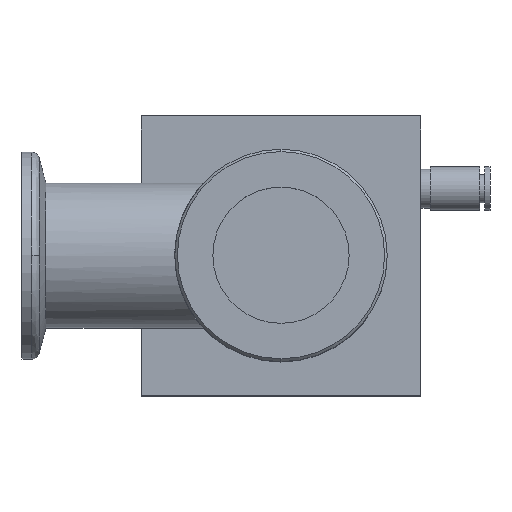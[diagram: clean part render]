
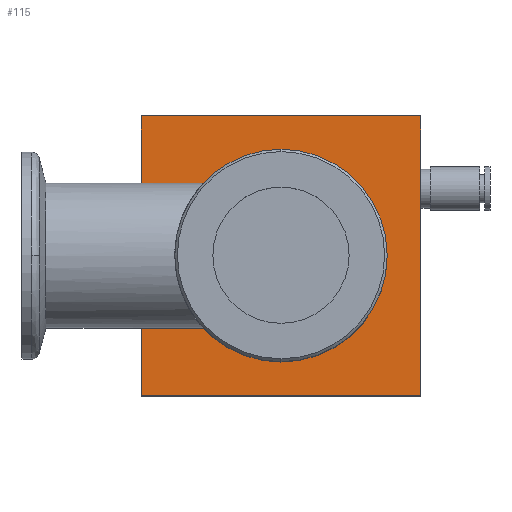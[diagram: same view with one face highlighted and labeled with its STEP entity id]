
A CAD part, top view. The second image highlights one B-rep face of the part: STEP entity #115.
In plain terms, the highlighted planar face has unit normal (0, 0, 1).
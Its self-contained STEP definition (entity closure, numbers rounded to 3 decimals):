
#49 = VERTEX_POINT ( 'NONE', #4327 ) ;
#115 = ADVANCED_FACE ( 'NONE', ( #2870, #820 ), #1484, .T. ) ;
#118 = EDGE_CURVE ( 'NONE', #49, #1480, #1401, .T. ) ;
#293 = CARTESIAN_POINT ( 'NONE',  ( 0., 0., -16.7 ) ) ;
#701 = DIRECTION ( 'NONE',  ( 1., 0., 0. ) ) ;
#820 = FACE_OUTER_BOUND ( 'NONE', #3430, .T. ) ;
#1043 = DIRECTION ( 'NONE',  ( 1., 0., 0. ) ) ;
#1083 = DIRECTION ( 'NONE',  ( 0., 0., 1. ) ) ;
#1090 = VECTOR ( 'NONE', #1043, 1000. ) ;
#1127 = AXIS2_PLACEMENT_3D ( 'NONE', #293, #3158, #701 ) ;
#1369 = CARTESIAN_POINT ( 'NONE',  ( 27., 0., -16.7 ) ) ;
#1401 = LINE ( 'NONE', #4779, #3562 ) ;
#1480 = VERTEX_POINT ( 'NONE', #4614 ) ;
#1484 = PLANE ( 'NONE',  #4141 ) ;
#1602 = VECTOR ( 'NONE', #1931, 1000. ) ;
#1858 = CARTESIAN_POINT ( 'NONE',  ( 20.5, 0., -16.7 ) ) ;
#1931 = DIRECTION ( 'NONE',  ( 0., -1., 0. ) ) ;
#1945 = DIRECTION ( 'NONE',  ( 0., 0., 1. ) ) ;
#2209 = VERTEX_POINT ( 'NONE', #1858 ) ;
#2237 = EDGE_CURVE ( 'NONE', #4226, #3232, #4359, .T. ) ;
#2303 = CARTESIAN_POINT ( 'NONE',  ( 27., -27., -16.7 ) ) ;
#2315 = DIRECTION ( 'NONE',  ( -1., 0., 0. ) ) ;
#2316 = EDGE_CURVE ( 'NONE', #2209, #3542, #3325, .T. ) ;
#2574 = EDGE_CURVE ( 'NONE', #3542, #2209, #3630, .T. ) ;
#2629 = VECTOR ( 'NONE', #3807, 1000. ) ;
#2658 = EDGE_LOOP ( 'NONE', ( #3038, #4750 ) ) ;
#2731 = ORIENTED_EDGE ( 'NONE', *, *, #3987, .T. ) ;
#2755 = CARTESIAN_POINT ( 'NONE',  ( -27., 0., -16.7 ) ) ;
#2870 = FACE_BOUND ( 'NONE', #2658, .T. ) ;
#2959 = CARTESIAN_POINT ( 'NONE',  ( -27., -27., -16.7 ) ) ;
#3038 = ORIENTED_EDGE ( 'NONE', *, *, #2316, .F. ) ;
#3158 = DIRECTION ( 'NONE',  ( 0., 0., 1. ) ) ;
#3232 = VERTEX_POINT ( 'NONE', #2303 ) ;
#3268 = ORIENTED_EDGE ( 'NONE', *, *, #5179, .T. ) ;
#3325 = CIRCLE ( 'NONE', #1127, 20.5 ) ;
#3430 = EDGE_LOOP ( 'NONE', ( #2731, #3614, #3268, #4423 ) ) ;
#3487 = CARTESIAN_POINT ( 'NONE',  ( 0., -27., -16.7 ) ) ;
#3523 = CARTESIAN_POINT ( 'NONE',  ( 0., 0., -16.7 ) ) ;
#3542 = VERTEX_POINT ( 'NONE', #4534 ) ;
#3562 = VECTOR ( 'NONE', #2315, 1000. ) ;
#3614 = ORIENTED_EDGE ( 'NONE', *, *, #2237, .T. ) ;
#3630 = CIRCLE ( 'NONE', #4511, 20.5 ) ;
#3807 = DIRECTION ( 'NONE',  ( 0., 1., 0. ) ) ;
#3943 = DIRECTION ( 'NONE',  ( 1., 0., 0. ) ) ;
#3987 = EDGE_CURVE ( 'NONE', #1480, #4226, #4738, .T. ) ;
#4141 = AXIS2_PLACEMENT_3D ( 'NONE', #3523, #1083, #3943 ) ;
#4226 = VERTEX_POINT ( 'NONE', #2959 ) ;
#4327 = CARTESIAN_POINT ( 'NONE',  ( 27., 27., -16.7 ) ) ;
#4359 = LINE ( 'NONE', #3487, #1090 ) ;
#4409 = CARTESIAN_POINT ( 'NONE',  ( 0., 0., -16.7 ) ) ;
#4423 = ORIENTED_EDGE ( 'NONE', *, *, #118, .T. ) ;
#4511 = AXIS2_PLACEMENT_3D ( 'NONE', #4409, #1945, #4825 ) ;
#4534 = CARTESIAN_POINT ( 'NONE',  ( -20.5, 0., -16.7 ) ) ;
#4614 = CARTESIAN_POINT ( 'NONE',  ( -27., 27., -16.7 ) ) ;
#4702 = LINE ( 'NONE', #1369, #2629 ) ;
#4738 = LINE ( 'NONE', #2755, #1602 ) ;
#4750 = ORIENTED_EDGE ( 'NONE', *, *, #2574, .F. ) ;
#4779 = CARTESIAN_POINT ( 'NONE',  ( 0., 27., -16.7 ) ) ;
#4825 = DIRECTION ( 'NONE',  ( 1., 0., 0. ) ) ;
#5179 = EDGE_CURVE ( 'NONE', #3232, #49, #4702, .T. ) ;
